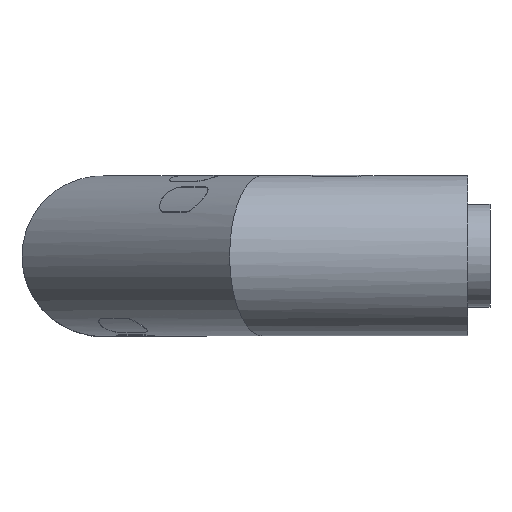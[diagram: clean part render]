
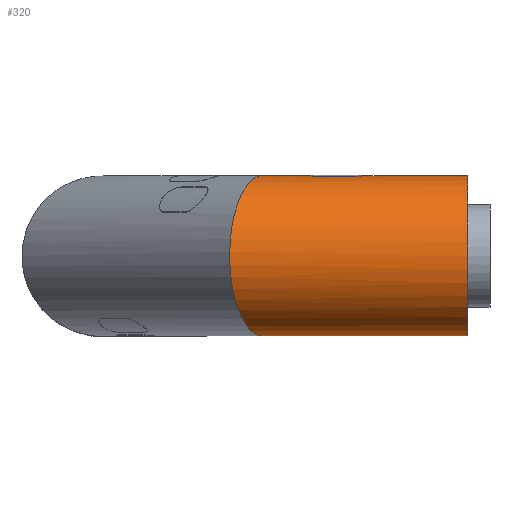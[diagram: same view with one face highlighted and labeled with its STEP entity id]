
A CAD part, top view. The second image highlights one B-rep face of the part: STEP entity #320.
In plain terms, the highlighted cylindrical face has radius 25 mm (diameter 50 mm), a full revolution.
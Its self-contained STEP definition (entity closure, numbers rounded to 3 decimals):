
#320 = ADVANCED_FACE( '', ( #702, #703, #704 ), #705, .T. );
#702 = FACE_OUTER_BOUND( '', #1143, .T. );
#703 = FACE_OUTER_BOUND( '', #1144, .T. );
#704 = FACE_BOUND( '', #1145, .T. );
#705 = CYLINDRICAL_SURFACE( '', #1146, 25. );
#1143 = EDGE_LOOP( '', ( #2025 ) );
#1144 = EDGE_LOOP( '', ( #2026 ) );
#1145 = EDGE_LOOP( '', ( #2027, #2028, #2029, #2030 ) );
#1146 = AXIS2_PLACEMENT_3D( '', #2031, #2032, #2033 );
#2025 = ORIENTED_EDGE( '', *, *, #2870, .F. );
#2026 = ORIENTED_EDGE( '', *, *, #2709, .T. );
#2027 = ORIENTED_EDGE( '', *, *, #2921, .F. );
#2028 = ORIENTED_EDGE( '', *, *, #2922, .F. );
#2029 = ORIENTED_EDGE( '', *, *, #2923, .F. );
#2030 = ORIENTED_EDGE( '', *, *, #2867, .F. );
#2031 = CARTESIAN_POINT( '', ( 121., 0., 121. ) );
#2032 = DIRECTION( '', ( -1., 0., 0. ) );
#2033 = DIRECTION( '', ( 0., 0., -1. ) );
#2709 = EDGE_CURVE( '', #3306, #3306, #3307, .F. );
#2867 = EDGE_CURVE( '', #3548, #3546, #3550, .T. );
#2870 = EDGE_CURVE( '', #3554, #3554, #3555, .T. );
#2921 = EDGE_CURVE( '', #3621, #3548, #3622, .T. );
#2922 = EDGE_CURVE( '', #3623, #3621, #3624, .T. );
#2923 = EDGE_CURVE( '', #3546, #3623, #3625, .F. );
#3306 = VERTEX_POINT( '', #4444 );
#3307 = ELLIPSE( '', #4445, 27.06, 25. );
#3546 = VERTEX_POINT( '', #5124 );
#3548 = VERTEX_POINT( '', #5127 );
#3550 = B_SPLINE_CURVE_WITH_KNOTS( '', 3, ( #5130, #5131, #5132, #5133, #5134, #5135, #5136, #5137, #5138, #5139, #5140, #5141, #5142, #5143, #5144, #5145, #5146, #5147, #5148, #5149, #5150, #5151, #5152, #5153, #5154, #5155, #5156, #5157, #5158, #5159, #5160, #5161, #5162, #5163 ), .UNSPECIFIED., .F., .F., ( 4, 2, 2, 2, 2, 2, 2, 2, 2, 2, 2, 2, 2, 2, 2, 2, 4 ), ( 0., 0.001, 0.002, 0.002, 0.003, 0.004, 0.005, 0.005, 0.006, 0.007, 0.008, 0.009, 0.009, 0.01, 0.011, 0.012, 0.013 ), .UNSPECIFIED. );
#3554 = VERTEX_POINT( '', #5167 );
#3555 = CIRCLE( '', #5168, 25. );
#3621 = VERTEX_POINT( '', #5279 );
#3622 = LINE( '', #5280, #5281 );
#3623 = VERTEX_POINT( '', #5282 );
#3624 = B_SPLINE_CURVE_WITH_KNOTS( '', 3, ( #5283, #5284, #5285, #5286, #5287, #5288, #5289, #5290, #5291, #5292, #5293, #5294, #5295, #5296, #5297, #5298, #5299, #5300, #5301, #5302, #5303, #5304, #5305, #5306, #5307, #5308, #5309, #5310, #5311, #5312, #5313, #5314, #5315, #5316 ), .UNSPECIFIED., .F., .F., ( 4, 2, 2, 2, 2, 2, 2, 2, 2, 2, 2, 2, 2, 2, 2, 2, 4 ), ( 0., 0.001, 0.002, 0.002, 0.003, 0.004, 0.005, 0.005, 0.006, 0.007, 0.008, 0.009, 0.009, 0.01, 0.011, 0.012, 0.013 ), .UNSPECIFIED. );
#3625 = LINE( '', #5317, #5318 );
#4444 = CARTESIAN_POINT( '', ( 60.5, 0., 96. ) );
#4445 = AXIS2_PLACEMENT_3D( '', #5755, #5756, #5757 );
#5124 = CARTESIAN_POINT( '', ( 78., 24.678, 117. ) );
#5127 = CARTESIAN_POINT( '', ( 78., 24.678, 125. ) );
#5130 = CARTESIAN_POINT( '', ( 78., 24.678, 125. ) );
#5131 = CARTESIAN_POINT( '', ( 78.265, 24.678, 125. ) );
#5132 = CARTESIAN_POINT( '', ( 78.525, 24.682, 124.974 ) );
#5133 = CARTESIAN_POINT( '', ( 79.037, 24.698, 124.872 ) );
#5134 = CARTESIAN_POINT( '', ( 79.291, 24.71, 124.795 ) );
#5135 = CARTESIAN_POINT( '', ( 79.775, 24.74, 124.594 ) );
#5136 = CARTESIAN_POINT( '', ( 80.005, 24.758, 124.471 ) );
#5137 = CARTESIAN_POINT( '', ( 80.439, 24.797, 124.181 ) );
#5138 = CARTESIAN_POINT( '', ( 80.644, 24.819, 124.013 ) );
#5139 = CARTESIAN_POINT( '', ( 81.013, 24.86, 123.644 ) );
#5140 = CARTESIAN_POINT( '', ( 81.178, 24.881, 123.443 ) );
#5141 = CARTESIAN_POINT( '', ( 81.47, 24.92, 123.006 ) );
#5142 = CARTESIAN_POINT( '', ( 81.595, 24.938, 122.774 ) );
#5143 = CARTESIAN_POINT( '', ( 81.794, 24.968, 122.293 ) );
#5144 = CARTESIAN_POINT( '', ( 81.871, 24.98, 122.041 ) );
#5145 = CARTESIAN_POINT( '', ( 81.974, 24.996, 121.524 ) );
#5146 = CARTESIAN_POINT( '', ( 82., 25., 121.264 ) );
#5147 = CARTESIAN_POINT( '', ( 82., 25., 120.742 ) );
#5148 = CARTESIAN_POINT( '', ( 81.974, 24.996, 120.476 ) );
#5149 = CARTESIAN_POINT( '', ( 81.872, 24.98, 119.963 ) );
#5150 = CARTESIAN_POINT( '', ( 81.797, 24.968, 119.713 ) );
#5151 = CARTESIAN_POINT( '', ( 81.596, 24.938, 119.229 ) );
#5152 = CARTESIAN_POINT( '', ( 81.471, 24.92, 118.995 ) );
#5153 = CARTESIAN_POINT( '', ( 81.182, 24.882, 118.562 ) );
#5154 = CARTESIAN_POINT( '', ( 81.016, 24.861, 118.36 ) );
#5155 = CARTESIAN_POINT( '', ( 80.644, 24.818, 117.987 ) );
#5156 = CARTESIAN_POINT( '', ( 80.442, 24.798, 117.822 ) );
#5157 = CARTESIAN_POINT( '', ( 80.01, 24.759, 117.532 ) );
#5158 = CARTESIAN_POINT( '', ( 79.776, 24.741, 117.406 ) );
#5159 = CARTESIAN_POINT( '', ( 79.292, 24.711, 117.205 ) );
#5160 = CARTESIAN_POINT( '', ( 79.043, 24.699, 117.13 ) );
#5161 = CARTESIAN_POINT( '', ( 78.53, 24.682, 117.027 ) );
#5162 = CARTESIAN_POINT( '', ( 78.265, 24.678, 117. ) );
#5163 = CARTESIAN_POINT( '', ( 78., 24.678, 117. ) );
#5167 = CARTESIAN_POINT( '', ( 114., 0., 96. ) );
#5168 = AXIS2_PLACEMENT_3D( '', #5933, #5934, #5935 );
#5279 = CARTESIAN_POINT( '', ( 68., 24.678, 125. ) );
#5280 = CARTESIAN_POINT( '', ( 121., 24.678, 125. ) );
#5281 = VECTOR( '', #5984, 1000. );
#5282 = CARTESIAN_POINT( '', ( 68., 24.678, 117. ) );
#5283 = CARTESIAN_POINT( '', ( 68., 24.678, 117. ) );
#5284 = CARTESIAN_POINT( '', ( 67.735, 24.678, 117. ) );
#5285 = CARTESIAN_POINT( '', ( 67.475, 24.682, 117.026 ) );
#5286 = CARTESIAN_POINT( '', ( 66.963, 24.698, 117.128 ) );
#5287 = CARTESIAN_POINT( '', ( 66.709, 24.71, 117.205 ) );
#5288 = CARTESIAN_POINT( '', ( 66.225, 24.74, 117.406 ) );
#5289 = CARTESIAN_POINT( '', ( 65.995, 24.758, 117.529 ) );
#5290 = CARTESIAN_POINT( '', ( 65.561, 24.797, 117.819 ) );
#5291 = CARTESIAN_POINT( '', ( 65.356, 24.819, 117.987 ) );
#5292 = CARTESIAN_POINT( '', ( 64.987, 24.86, 118.356 ) );
#5293 = CARTESIAN_POINT( '', ( 64.822, 24.881, 118.557 ) );
#5294 = CARTESIAN_POINT( '', ( 64.53, 24.92, 118.994 ) );
#5295 = CARTESIAN_POINT( '', ( 64.405, 24.938, 119.226 ) );
#5296 = CARTESIAN_POINT( '', ( 64.206, 24.968, 119.707 ) );
#5297 = CARTESIAN_POINT( '', ( 64.129, 24.98, 119.959 ) );
#5298 = CARTESIAN_POINT( '', ( 64.026, 24.996, 120.476 ) );
#5299 = CARTESIAN_POINT( '', ( 64., 25., 120.736 ) );
#5300 = CARTESIAN_POINT( '', ( 64., 25., 121.258 ) );
#5301 = CARTESIAN_POINT( '', ( 64.026, 24.996, 121.524 ) );
#5302 = CARTESIAN_POINT( '', ( 64.128, 24.98, 122.037 ) );
#5303 = CARTESIAN_POINT( '', ( 64.203, 24.968, 122.287 ) );
#5304 = CARTESIAN_POINT( '', ( 64.404, 24.938, 122.771 ) );
#5305 = CARTESIAN_POINT( '', ( 64.529, 24.92, 123.005 ) );
#5306 = CARTESIAN_POINT( '', ( 64.818, 24.882, 123.438 ) );
#5307 = CARTESIAN_POINT( '', ( 64.984, 24.861, 123.64 ) );
#5308 = CARTESIAN_POINT( '', ( 65.356, 24.818, 124.013 ) );
#5309 = CARTESIAN_POINT( '', ( 65.558, 24.798, 124.178 ) );
#5310 = CARTESIAN_POINT( '', ( 65.99, 24.759, 124.468 ) );
#5311 = CARTESIAN_POINT( '', ( 66.224, 24.741, 124.594 ) );
#5312 = CARTESIAN_POINT( '', ( 66.708, 24.711, 124.795 ) );
#5313 = CARTESIAN_POINT( '', ( 66.957, 24.699, 124.87 ) );
#5314 = CARTESIAN_POINT( '', ( 67.47, 24.682, 124.973 ) );
#5315 = CARTESIAN_POINT( '', ( 67.735, 24.678, 125. ) );
#5316 = CARTESIAN_POINT( '', ( 68., 24.678, 125. ) );
#5317 = CARTESIAN_POINT( '', ( 121., 24.678, 117. ) );
#5318 = VECTOR( '', #5985, 1000. );
#5755 = CARTESIAN_POINT( '', ( 50.145, 0., 121. ) );
#5756 = DIRECTION( '', ( -0.924, 0., -0.383 ) );
#5757 = DIRECTION( '', ( 0.383, 0., -0.924 ) );
#5933 = CARTESIAN_POINT( '', ( 114., 0., 121. ) );
#5934 = DIRECTION( '', ( 1., 0., 0. ) );
#5935 = DIRECTION( '', ( 0., 0., -1. ) );
#5984 = DIRECTION( '', ( 1., 0., 0. ) );
#5985 = DIRECTION( '', ( 1., 0., 0. ) );
